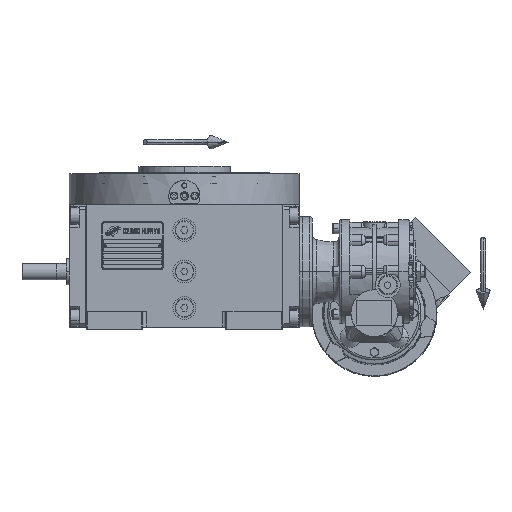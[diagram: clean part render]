
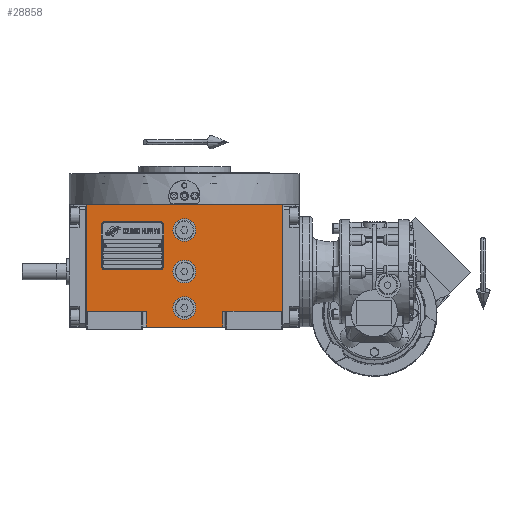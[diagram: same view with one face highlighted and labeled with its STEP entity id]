
A CAD part, top view. The second image highlights one B-rep face of the part: STEP entity #28858.
In plain terms, the highlighted planar face has unit normal (0, 0, 1).
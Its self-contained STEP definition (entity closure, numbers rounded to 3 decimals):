
#785 = DIRECTION ( 'NONE',  ( 0., 0., 1. ) ) ;
#815 = ORIENTED_EDGE ( 'NONE', *, *, #99546, .F. ) ;
#1126 = LINE ( 'NONE', #10718, #93576 ) ;
#4851 = CARTESIAN_POINT ( 'NONE',  ( -11., -35., 163.5 ) ) ;
#6824 = VERTEX_POINT ( 'NONE', #114457 ) ;
#8562 = VERTEX_POINT ( 'NONE', #69946 ) ;
#8672 = LINE ( 'NONE', #63899, #44586 ) ;
#8784 = EDGE_CURVE ( 'NONE', #50170, #8562, #61893, .T. ) ;
#8785 = EDGE_CURVE ( 'NONE', #104610, #38652, #8672, .T. ) ;
#10124 = DIRECTION ( 'NONE',  ( 0., -1., 0. ) ) ;
#10712 = FACE_BOUND ( 'NONE', #63976, .T. ) ;
#10718 = CARTESIAN_POINT ( 'NONE',  ( 37., -38.5, 163.5 ) ) ;
#11171 = EDGE_CURVE ( 'NONE', #36416, #60143, #12652, .T. ) ;
#11275 = CARTESIAN_POINT ( 'NONE',  ( -37., -53.5, 163.5 ) ) ;
#12147 = ORIENTED_EDGE ( 'NONE', *, *, #8784, .F. ) ;
#12652 = CIRCLE ( 'NONE', #110500, 11. ) ;
#13394 = VERTEX_POINT ( 'NONE', #4851 ) ;
#14075 = CARTESIAN_POINT ( 'NONE',  ( 11., 0., 163.5 ) ) ;
#16560 = VERTEX_POINT ( 'NONE', #53956 ) ;
#17603 = DIRECTION ( 'NONE',  ( -1., 0., 0. ) ) ;
#17695 = DIRECTION ( 'NONE',  ( 0., 0., 1. ) ) ;
#18177 = CARTESIAN_POINT ( 'NONE',  ( 94.5, -38.5, 163.5 ) ) ;
#19254 = CARTESIAN_POINT ( 'NONE',  ( 94.5, 64.5, 163.5 ) ) ;
#19362 = CARTESIAN_POINT ( 'NONE',  ( 0., 0., 163.5 ) ) ;
#19818 = AXIS2_PLACEMENT_3D ( 'NONE', #76256, #95463, #66651 ) ;
#22867 = EDGE_CURVE ( 'NONE', #60143, #36416, #87744, .T. ) ;
#25411 = EDGE_CURVE ( 'NONE', #25986, #28522, #44154, .T. ) ;
#25986 = VERTEX_POINT ( 'NONE', #18177 ) ;
#26119 = DIRECTION ( 'NONE',  ( 0., 0., 1. ) ) ;
#28195 = ORIENTED_EDGE ( 'NONE', *, *, #25411, .T. ) ;
#28522 = VERTEX_POINT ( 'NONE', #19254 ) ;
#28858 = ADVANCED_FACE ( 'NONE', ( #46126, #85094, #10712, #65319 ), #37137, .T. ) ;
#31413 = CARTESIAN_POINT ( 'NONE',  ( -94.5, 64.5, 163.5 ) ) ;
#32756 = ORIENTED_EDGE ( 'NONE', *, *, #109041, .F. ) ;
#33490 = ORIENTED_EDGE ( 'NONE', *, *, #65604, .F. ) ;
#33514 = ORIENTED_EDGE ( 'NONE', *, *, #42897, .F. ) ;
#36062 = VECTOR ( 'NONE', #83218, 1000. ) ;
#36416 = VERTEX_POINT ( 'NONE', #63285 ) ;
#37137 = PLANE ( 'NONE',  #70861 ) ;
#38317 = DIRECTION ( 'NONE',  ( 0., 0., 1. ) ) ;
#38652 = VERTEX_POINT ( 'NONE', #31413 ) ;
#40885 = CIRCLE ( 'NONE', #19818, 11. ) ;
#40954 = VECTOR ( 'NONE', #69150, 1000. ) ;
#42392 = CARTESIAN_POINT ( 'NONE',  ( 0., 40., 163.5 ) ) ;
#42897 = EDGE_CURVE ( 'NONE', #63529, #16560, #48488, .T. ) ;
#44154 = LINE ( 'NONE', #117473, #75796 ) ;
#44536 = CARTESIAN_POINT ( 'NONE',  ( 11., 40., 163.5 ) ) ;
#44586 = VECTOR ( 'NONE', #100567, 1000. ) ;
#44788 = EDGE_CURVE ( 'NONE', #76283, #25986, #74827, .T. ) ;
#45737 = EDGE_LOOP ( 'NONE', ( #32756, #58291 ) ) ;
#46126 = FACE_BOUND ( 'NONE', #98500, .T. ) ;
#47302 = DIRECTION ( 'NONE',  ( 1., 0., 0. ) ) ;
#48309 = ORIENTED_EDGE ( 'NONE', *, *, #8785, .F. ) ;
#48488 = LINE ( 'NONE', #92353, #101227 ) ;
#49684 = AXIS2_PLACEMENT_3D ( 'NONE', #92233, #94020, #56801 ) ;
#50170 = VERTEX_POINT ( 'NONE', #14075 ) ;
#51140 = AXIS2_PLACEMENT_3D ( 'NONE', #19362, #785, #17603 ) ;
#51283 = CARTESIAN_POINT ( 'NONE',  ( -94.5, -38.5, 163.5 ) ) ;
#51322 = CARTESIAN_POINT ( 'NONE',  ( 37., -53.5, 163.5 ) ) ;
#51357 = AXIS2_PLACEMENT_3D ( 'NONE', #114974, #51822, #88420 ) ;
#51822 = DIRECTION ( 'NONE',  ( 0., 0., 1. ) ) ;
#52196 = EDGE_CURVE ( 'NONE', #13394, #6824, #40885, .T. ) ;
#53956 = CARTESIAN_POINT ( 'NONE',  ( -37., -38.5, 163.5 ) ) ;
#53968 = ORIENTED_EDGE ( 'NONE', *, *, #54347, .T. ) ;
#54347 = EDGE_CURVE ( 'NONE', #104610, #16560, #77667, .T. ) ;
#56801 = DIRECTION ( 'NONE',  ( 1., 0., 0. ) ) ;
#56862 = ORIENTED_EDGE ( 'NONE', *, *, #44788, .T. ) ;
#58291 = ORIENTED_EDGE ( 'NONE', *, *, #52196, .F. ) ;
#59645 = DIRECTION ( 'NONE',  ( 1., 0., 0. ) ) ;
#59957 = EDGE_LOOP ( 'NONE', ( #63277, #87849, #56862, #28195, #33490, #48309, #53968, #33514 ) ) ;
#60143 = VERTEX_POINT ( 'NONE', #44536 ) ;
#61752 = CARTESIAN_POINT ( 'NONE',  ( -37., -53.5, 163.5 ) ) ;
#61893 = CIRCLE ( 'NONE', #102132, 11. ) ;
#63277 = ORIENTED_EDGE ( 'NONE', *, *, #100281, .T. ) ;
#63285 = CARTESIAN_POINT ( 'NONE',  ( -11., 40., 163.5 ) ) ;
#63529 = VERTEX_POINT ( 'NONE', #61752 ) ;
#63899 = CARTESIAN_POINT ( 'NONE',  ( -94.5, -38.5, 163.5 ) ) ;
#63976 = EDGE_LOOP ( 'NONE', ( #109341, #113980 ) ) ;
#65319 = FACE_OUTER_BOUND ( 'NONE', #59957, .T. ) ;
#65336 = DIRECTION ( 'NONE',  ( 0., 1., 0. ) ) ;
#65604 = EDGE_CURVE ( 'NONE', #38652, #28522, #105817, .T. ) ;
#66381 = CARTESIAN_POINT ( 'NONE',  ( 37., -38.5, 163.5 ) ) ;
#66651 = DIRECTION ( 'NONE',  ( -1., 0., 0. ) ) ;
#67464 = EDGE_CURVE ( 'NONE', #76283, #110040, #1126, .T. ) ;
#69150 = DIRECTION ( 'NONE',  ( 1., 0., 0. ) ) ;
#69946 = CARTESIAN_POINT ( 'NONE',  ( -11., 0., 163.5 ) ) ;
#70861 = AXIS2_PLACEMENT_3D ( 'NONE', #102001, #38317, #47302 ) ;
#72909 = CARTESIAN_POINT ( 'NONE',  ( 0., 0., 163.5 ) ) ;
#74827 = LINE ( 'NONE', #66381, #36062 ) ;
#75796 = VECTOR ( 'NONE', #80168, 1000. ) ;
#76073 = LINE ( 'NONE', #11275, #85752 ) ;
#76256 = CARTESIAN_POINT ( 'NONE',  ( 0., -35., 163.5 ) ) ;
#76283 = VERTEX_POINT ( 'NONE', #105865 ) ;
#77667 = LINE ( 'NONE', #104729, #112457 ) ;
#80168 = DIRECTION ( 'NONE',  ( 0., 1., 0. ) ) ;
#82712 = DIRECTION ( 'NONE',  ( 1., 0., 0. ) ) ;
#83218 = DIRECTION ( 'NONE',  ( 1., 0., 0. ) ) ;
#85094 = FACE_BOUND ( 'NONE', #45737, .T. ) ;
#85752 = VECTOR ( 'NONE', #82712, 1000. ) ;
#87744 = CIRCLE ( 'NONE', #51357, 11. ) ;
#87849 = ORIENTED_EDGE ( 'NONE', *, *, #67464, .F. ) ;
#88420 = DIRECTION ( 'NONE',  ( 1., 0., 0. ) ) ;
#88555 = DIRECTION ( 'NONE',  ( -1., 0., 0. ) ) ;
#90899 = DIRECTION ( 'NONE',  ( 1., 0., 0. ) ) ;
#92233 = CARTESIAN_POINT ( 'NONE',  ( 0., -35., 163.5 ) ) ;
#92353 = CARTESIAN_POINT ( 'NONE',  ( -37., -53.5, 163.5 ) ) ;
#93576 = VECTOR ( 'NONE', #10124, 1000. ) ;
#94020 = DIRECTION ( 'NONE',  ( 0., 0., 1. ) ) ;
#95463 = DIRECTION ( 'NONE',  ( 0., 0., 1. ) ) ;
#98500 = EDGE_LOOP ( 'NONE', ( #12147, #815 ) ) ;
#99546 = EDGE_CURVE ( 'NONE', #8562, #50170, #116459, .T. ) ;
#100281 = EDGE_CURVE ( 'NONE', #63529, #110040, #76073, .T. ) ;
#100567 = DIRECTION ( 'NONE',  ( 0., 1., 0. ) ) ;
#101227 = VECTOR ( 'NONE', #65336, 1000. ) ;
#102001 = CARTESIAN_POINT ( 'NONE',  ( -94.5, -53.5, 163.5 ) ) ;
#102132 = AXIS2_PLACEMENT_3D ( 'NONE', #72909, #17695, #90899 ) ;
#104610 = VERTEX_POINT ( 'NONE', #51283 ) ;
#104729 = CARTESIAN_POINT ( 'NONE',  ( -94.5, -38.5, 163.5 ) ) ;
#105817 = LINE ( 'NONE', #113050, #40954 ) ;
#105865 = CARTESIAN_POINT ( 'NONE',  ( 37., -38.5, 163.5 ) ) ;
#107268 = CIRCLE ( 'NONE', #49684, 11. ) ;
#109041 = EDGE_CURVE ( 'NONE', #6824, #13394, #107268, .T. ) ;
#109341 = ORIENTED_EDGE ( 'NONE', *, *, #22867, .F. ) ;
#110040 = VERTEX_POINT ( 'NONE', #51322 ) ;
#110500 = AXIS2_PLACEMENT_3D ( 'NONE', #42392, #26119, #88555 ) ;
#112457 = VECTOR ( 'NONE', #59645, 1000. ) ;
#113050 = CARTESIAN_POINT ( 'NONE',  ( -94.5, 64.5, 163.5 ) ) ;
#113980 = ORIENTED_EDGE ( 'NONE', *, *, #11171, .F. ) ;
#114457 = CARTESIAN_POINT ( 'NONE',  ( 11., -35., 163.5 ) ) ;
#114974 = CARTESIAN_POINT ( 'NONE',  ( 0., 40., 163.5 ) ) ;
#116459 = CIRCLE ( 'NONE', #51140, 11. ) ;
#117473 = CARTESIAN_POINT ( 'NONE',  ( 94.5, -38.5, 163.5 ) ) ;
